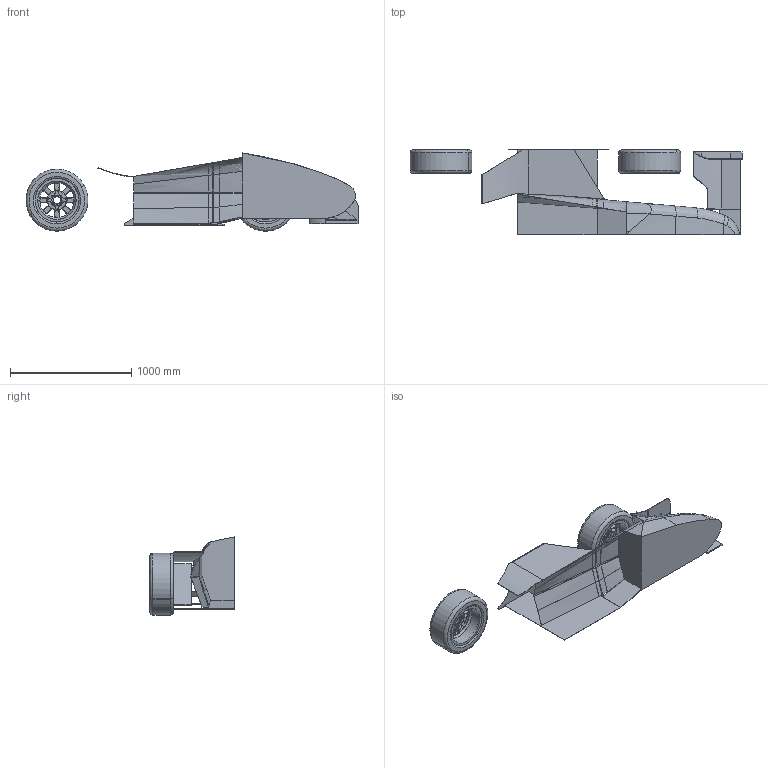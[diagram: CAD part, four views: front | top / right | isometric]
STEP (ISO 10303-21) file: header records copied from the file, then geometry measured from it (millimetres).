
FILE_DESCRIPTION(('CATIA V5 STEP Exchange'),'2;1');
FILE_NAME('2018 radiator analysis.stp','2018-02-09T06:49:11+00:00',('none'),('none'),'CATIA Version 5 Release 17 (IN-10)','CATIA V5 STEP AP203','none');
FILE_SCHEMA(('CONFIG_CONTROL_DESIGN'));
Length unit declared in the file: millimetre
Products named in the file (5): Product1; AssyTsutsui2018; Product9; F-wing; Part2
Assembly tree (15 placements, depth 3):
  Product1
    #56
    AssyTsutsui2018
      Product9
      #258  x2
    #14105
    #15302
    #19770
    F-wing
      #20927
      #21312
      #21984
      #22534
    Part2
    #22952
Bounding box: 2735.96 x 700 x 645.08 mm (x, y, z)
Volume: 104801432.6 mm3; surface area: 9000330.2 mm2
Topology: 12 solids, 14 shells, 912 faces, 2319 edges, 1451 vertices
Faces by surface type: cylinder 313, plane 293, torus 134, bspline 112, cone 52, extrusion 8
Entity records: 23089 total; most frequent: CARTESIAN_POINT 10914, ORIENTED_EDGE 2816, DIRECTION 1759, EDGE_CURVE 1418, VERTEX_POINT 885, AXIS2_PLACEMENT_3D 733, VECTOR 607, EDGE_LOOP 602
